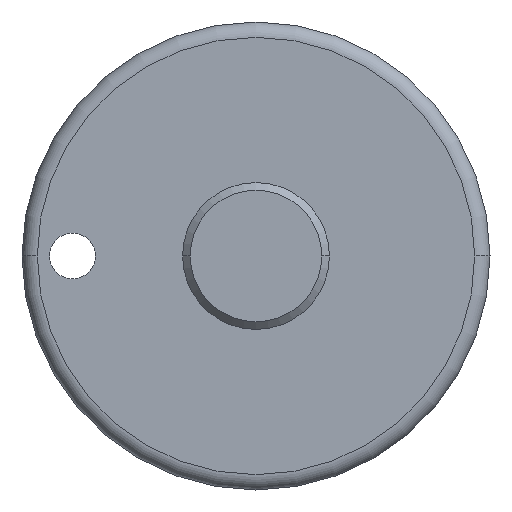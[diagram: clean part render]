
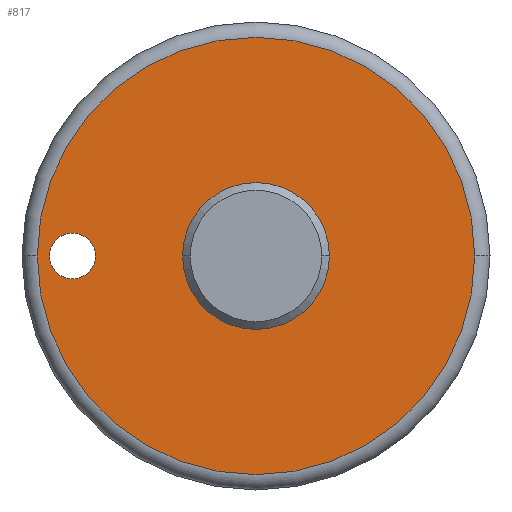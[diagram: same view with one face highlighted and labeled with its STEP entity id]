
A CAD part, left-side view. The second image highlights one B-rep face of the part: STEP entity #817.
In plain terms, the highlighted planar face has unit normal (-1, 0, 0).
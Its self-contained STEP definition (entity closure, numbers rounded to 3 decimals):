
#7 = CARTESIAN_POINT ( 'NONE',  ( -56.681, 15.021, 0. ) ) ;
#18 = EDGE_CURVE ( 'NONE', #494, #125, #416, .T. ) ;
#21 = EDGE_CURVE ( 'NONE', #125, #494, #432, .T. ) ;
#30 = DIRECTION ( 'NONE',  ( -1., 0., 0. ) ) ;
#35 = AXIS2_PLACEMENT_3D ( 'NONE', #388, #675, #488 ) ;
#44 = DIRECTION ( 'NONE',  ( -1., 0., 0. ) ) ;
#48 = ORIENTED_EDGE ( 'NONE', *, *, #723, .T. ) ;
#125 = VERTEX_POINT ( 'NONE', #873 ) ;
#138 = DIRECTION ( 'NONE',  ( 0., 1., 0. ) ) ;
#159 = CIRCLE ( 'NONE', #1029, 4.8 ) ;
#173 = DIRECTION ( 'NONE',  ( 0., -1., 0. ) ) ;
#192 = FACE_BOUND ( 'NONE', #560, .T. ) ;
#202 = FACE_OUTER_BOUND ( 'NONE', #425, .T. ) ;
#249 = DIRECTION ( 'NONE',  ( 0., 1., 0. ) ) ;
#334 = AXIS2_PLACEMENT_3D ( 'NONE', #478, #403, #731 ) ;
#338 = DIRECTION ( 'NONE',  ( 0., 1., 0. ) ) ;
#341 = CARTESIAN_POINT ( 'NONE',  ( -56.681, -4.079, 0. ) ) ;
#348 = CARTESIAN_POINT ( 'NONE',  ( -56.681, 11.221, 0. ) ) ;
#367 = EDGE_CURVE ( 'NONE', #907, #798, #610, .T. ) ;
#388 = CARTESIAN_POINT ( 'NONE',  ( -56.681, 0.721, 0. ) ) ;
#403 = DIRECTION ( 'NONE',  ( 1., 0., 0. ) ) ;
#416 = CIRCLE ( 'NONE', #701, 1.5 ) ;
#424 = VERTEX_POINT ( 'NONE', #7 ) ;
#425 = EDGE_LOOP ( 'NONE', ( #48, #886 ) ) ;
#430 = DIRECTION ( 'NONE',  ( -1., 0., 0. ) ) ;
#432 = CIRCLE ( 'NONE', #334, 1.5 ) ;
#478 = CARTESIAN_POINT ( 'NONE',  ( -56.681, 12.721, 0. ) ) ;
#488 = DIRECTION ( 'NONE',  ( 0., 1., 0. ) ) ;
#494 = VERTEX_POINT ( 'NONE', #348 ) ;
#511 = ORIENTED_EDGE ( 'NONE', *, *, #367, .F. ) ;
#534 = ORIENTED_EDGE ( 'NONE', *, *, #18, .T. ) ;
#538 = ORIENTED_EDGE ( 'NONE', *, *, #21, .T. ) ;
#560 = EDGE_LOOP ( 'NONE', ( #538, #534 ) ) ;
#571 = FACE_BOUND ( 'NONE', #875, .T. ) ;
#572 = DIRECTION ( 'NONE',  ( 0., -1., 0. ) ) ;
#587 = EDGE_CURVE ( 'NONE', #912, #424, #617, .T. ) ;
#590 = CARTESIAN_POINT ( 'NONE',  ( -56.681, 5.521, 0. ) ) ;
#610 = CIRCLE ( 'NONE', #1076, 4.8 ) ;
#617 = CIRCLE ( 'NONE', #35, 14.3 ) ;
#623 = AXIS2_PLACEMENT_3D ( 'NONE', #1022, #1087, #249 ) ;
#675 = DIRECTION ( 'NONE',  ( -1., 0., 0. ) ) ;
#701 = AXIS2_PLACEMENT_3D ( 'NONE', #738, #812, #138 ) ;
#723 = EDGE_CURVE ( 'NONE', #424, #912, #835, .T. ) ;
#731 = DIRECTION ( 'NONE',  ( 0., 1., 0. ) ) ;
#738 = CARTESIAN_POINT ( 'NONE',  ( -56.681, 12.721, 0. ) ) ;
#740 = EDGE_CURVE ( 'NONE', #798, #907, #159, .T. ) ;
#761 = CARTESIAN_POINT ( 'NONE',  ( -56.681, 0.721, 0. ) ) ;
#798 = VERTEX_POINT ( 'NONE', #341 ) ;
#812 = DIRECTION ( 'NONE',  ( 1., 0., 0. ) ) ;
#817 = ADVANCED_FACE ( 'NONE', ( #192, #202, #571 ), #948, .F. ) ;
#828 = CARTESIAN_POINT ( 'NONE',  ( -56.681, 0.721, 0. ) ) ;
#835 = CIRCLE ( 'NONE', #1000, 14.3 ) ;
#873 = CARTESIAN_POINT ( 'NONE',  ( -56.681, 14.221, 0. ) ) ;
#875 = EDGE_LOOP ( 'NONE', ( #880, #511 ) ) ;
#880 = ORIENTED_EDGE ( 'NONE', *, *, #740, .F. ) ;
#886 = ORIENTED_EDGE ( 'NONE', *, *, #587, .T. ) ;
#907 = VERTEX_POINT ( 'NONE', #590 ) ;
#912 = VERTEX_POINT ( 'NONE', #1002 ) ;
#948 = PLANE ( 'NONE',  #623 ) ;
#1000 = AXIS2_PLACEMENT_3D ( 'NONE', #828, #30, #338 ) ;
#1002 = CARTESIAN_POINT ( 'NONE',  ( -56.681, -13.579, 0. ) ) ;
#1022 = CARTESIAN_POINT ( 'NONE',  ( -56.681, 16.021, 0. ) ) ;
#1029 = AXIS2_PLACEMENT_3D ( 'NONE', #1088, #44, #173 ) ;
#1076 = AXIS2_PLACEMENT_3D ( 'NONE', #761, #430, #572 ) ;
#1087 = DIRECTION ( 'NONE',  ( 1., 0., 0. ) ) ;
#1088 = CARTESIAN_POINT ( 'NONE',  ( -56.681, 0.721, 0. ) ) ;
